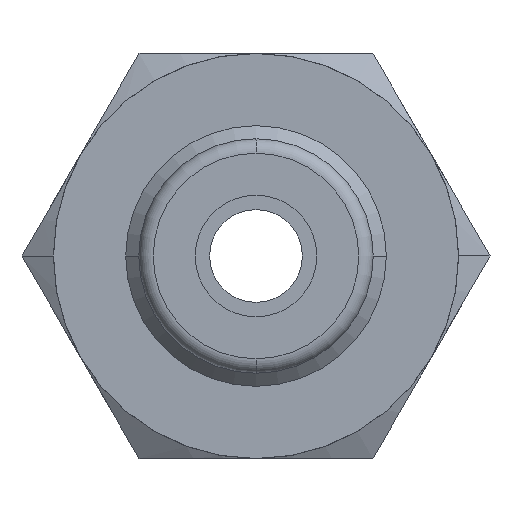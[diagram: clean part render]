
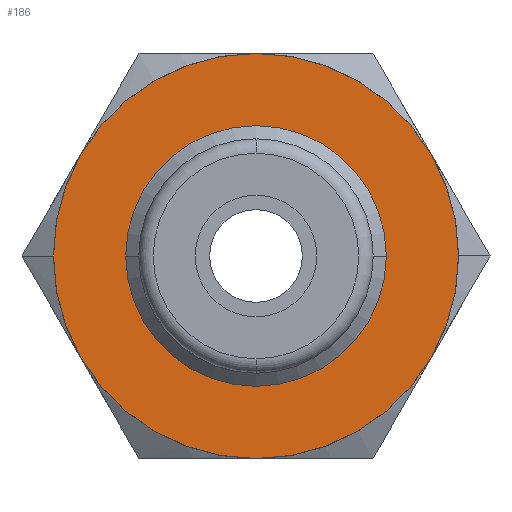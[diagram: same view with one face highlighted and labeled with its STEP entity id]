
A CAD part, front view. The second image highlights one B-rep face of the part: STEP entity #186.
In plain terms, the highlighted planar face has unit normal (0, -1, 0).
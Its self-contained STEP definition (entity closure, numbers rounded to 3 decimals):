
#186=ADVANCED_FACE('',(#386,#387),#388,.T.);
#386=FACE_OUTER_BOUND('',#595,.T.);
#387=FACE_BOUND('',#596,.T.);
#388=PLANE('',#597);
#595=EDGE_LOOP('',(#1048,#1049));
#596=EDGE_LOOP('',(#1050,#1051));
#597=AXIS2_PLACEMENT_3D('',#1052,#1053,#1054);
#1048=ORIENTED_EDGE('',*,*,#1341,.T.);
#1049=ORIENTED_EDGE('',*,*,#1218,.T.);
#1050=ORIENTED_EDGE('',*,*,#1174,.F.);
#1051=ORIENTED_EDGE('',*,*,#1342,.F.);
#1052=CARTESIAN_POINT('',(0.0,14.0,0.0));
#1053=DIRECTION('',(0.0,-1.0,0.0));
#1054=DIRECTION('',(-1.0,0.0,0.0));
#1174=EDGE_CURVE('',#1375,#1371,#1377,.T.);
#1218=EDGE_CURVE('',#1448,#1445,#1449,.T.);
#1341=EDGE_CURVE('',#1445,#1448,#1621,.T.);
#1342=EDGE_CURVE('',#1371,#1375,#1622,.T.);
#1371=VERTEX_POINT('',#1651);
#1375=VERTEX_POINT('',#1656);
#1377=CIRCLE('',#1659,4.5);
#1445=VERTEX_POINT('',#1743);
#1448=VERTEX_POINT('',#1747);
#1449=CIRCLE('',#1748,6.995);
#1621=CIRCLE('',#2205,6.995);
#1622=CIRCLE('',#2206,4.5);
#1651=CARTESIAN_POINT('',(4.5,14.0,0.));
#1656=CARTESIAN_POINT('',(-4.5,14.0,0.));
#1659=AXIS2_PLACEMENT_3D('',#2238,#2239,#2240);
#1743=CARTESIAN_POINT('',(6.995,14.0,0.0));
#1747=CARTESIAN_POINT('',(-6.995,14.0,0.));
#1748=AXIS2_PLACEMENT_3D('',#2306,#2307,#2308);
#2205=AXIS2_PLACEMENT_3D('',#2444,#2445,#2446);
#2206=AXIS2_PLACEMENT_3D('',#2447,#2448,#2449);
#2238=CARTESIAN_POINT('',(0.0,14.0,0.0));
#2239=DIRECTION('',(0.0,-1.0,0.0));
#2240=DIRECTION('',(1.0,0.0,0.0));
#2306=CARTESIAN_POINT('',(0.0,14.0,0.0));
#2307=DIRECTION('',(0.0,-1.0,0.0));
#2308=DIRECTION('',(1.0,0.0,0.0));
#2444=CARTESIAN_POINT('',(0.0,14.0,0.0));
#2445=DIRECTION('',(0.0,-1.0,0.0));
#2446=DIRECTION('',(1.0,0.0,0.0));
#2447=CARTESIAN_POINT('',(0.0,14.0,0.0));
#2448=DIRECTION('',(0.0,-1.0,0.0));
#2449=DIRECTION('',(1.0,0.0,0.0));
